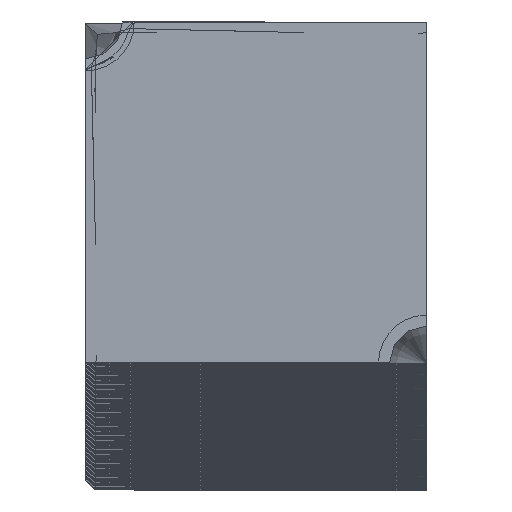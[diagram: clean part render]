
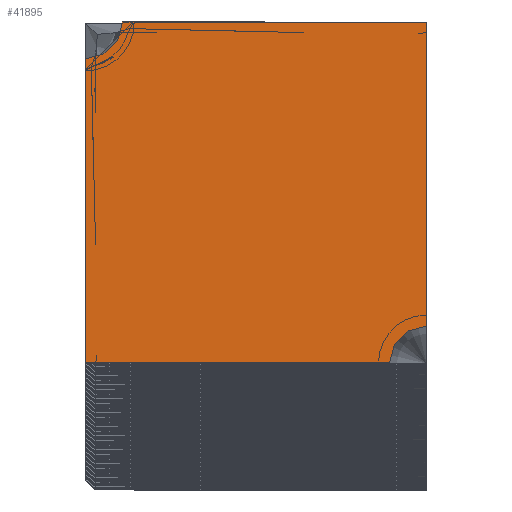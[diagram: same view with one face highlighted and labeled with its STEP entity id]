
A CAD part, top view. The second image highlights one B-rep face of the part: STEP entity #41895.
In plain terms, the highlighted planar face has unit normal (0, 0, 1).
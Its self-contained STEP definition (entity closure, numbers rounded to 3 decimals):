
#881 = CARTESIAN_POINT ( 'NONE',  ( -7., -7., 1500. ) ) ;
#3885 = DIRECTION ( 'NONE',  ( 0., 0., -1. ) ) ;
#4024 = LINE ( 'NONE', #46590, #9833 ) ;
#7676 = VECTOR ( 'NONE', #46093, 1000. ) ;
#8443 = FACE_OUTER_BOUND ( 'NONE', #53026, .T. ) ;
#9131 = LINE ( 'NONE', #45473, #7676 ) ;
#9536 = CARTESIAN_POINT ( 'NONE',  ( -5.485, 7., 1500. ) ) ;
#9833 = VECTOR ( 'NONE', #27659, 1000. ) ;
#11845 = DIRECTION ( 'NONE',  ( 0., 0., -1. ) ) ;
#12230 = CARTESIAN_POINT ( 'NONE',  ( -7., 7., 1500. ) ) ;
#13176 = VECTOR ( 'NONE', #57693, 1000. ) ;
#13772 = AXIS2_PLACEMENT_3D ( 'NONE', #48230, #38463, #34354 ) ;
#16172 = ORIENTED_EDGE ( 'NONE', *, *, #42163, .T. ) ;
#17428 = EDGE_CURVE ( 'NONE', #48480, #54132, #24470, .T. ) ;
#17583 = ORIENTED_EDGE ( 'NONE', *, *, #25996, .T. ) ;
#17654 = ORIENTED_EDGE ( 'NONE', *, *, #34817, .T. ) ;
#17899 = CIRCLE ( 'NONE', #30649, 1.515 ) ;
#22656 = DIRECTION ( 'NONE',  ( 1., 0., 0. ) ) ;
#24470 = CIRCLE ( 'NONE', #58142, 1.515 ) ;
#25026 = VERTEX_POINT ( 'NONE', #39356 ) ;
#25996 = EDGE_CURVE ( 'NONE', #54132, #55866, #31437, .T. ) ;
#26129 = DIRECTION ( 'NONE',  ( 1., 0., 0. ) ) ;
#27659 = DIRECTION ( 'NONE',  ( 0., 1., 0. ) ) ;
#30649 = AXIS2_PLACEMENT_3D ( 'NONE', #39751, #11845, #26129 ) ;
#31437 = LINE ( 'NONE', #12230, #13176 ) ;
#32403 = CARTESIAN_POINT ( 'NONE',  ( -7., 5.485, 1500. ) ) ;
#34354 = DIRECTION ( 'NONE',  ( 1., 0., 0. ) ) ;
#34817 = EDGE_CURVE ( 'NONE', #55866, #60235, #39318, .T. ) ;
#37165 = CARTESIAN_POINT ( 'NONE',  ( 7., 7., 1500. ) ) ;
#38332 = ORIENTED_EDGE ( 'NONE', *, *, #17428, .T. ) ;
#38463 = DIRECTION ( 'NONE',  ( 0., 0., 1. ) ) ;
#39318 = LINE ( 'NONE', #50499, #44378 ) ;
#39356 = CARTESIAN_POINT ( 'NONE',  ( 7., -5.485, 1500. ) ) ;
#39751 = CARTESIAN_POINT ( 'NONE',  ( 7., -7., 1500. ) ) ;
#41895 = ADVANCED_FACE ( 'NONE', ( #8443 ), #43539, .T. ) ;
#42163 = EDGE_CURVE ( 'NONE', #44203, #48480, #9131, .T. ) ;
#42777 = ORIENTED_EDGE ( 'NONE', *, *, #43682, .T. ) ;
#43539 = PLANE ( 'NONE',  #13772 ) ;
#43682 = EDGE_CURVE ( 'NONE', #60235, #25026, #17899, .T. ) ;
#44203 = VERTEX_POINT ( 'NONE', #37165 ) ;
#44378 = VECTOR ( 'NONE', #22656, 1000. ) ;
#45473 = CARTESIAN_POINT ( 'NONE',  ( -7., 7., 1500. ) ) ;
#46093 = DIRECTION ( 'NONE',  ( -1., 0., 0. ) ) ;
#46590 = CARTESIAN_POINT ( 'NONE',  ( 7., 7., 1500. ) ) ;
#48230 = CARTESIAN_POINT ( 'NONE',  ( 0., 0., 1500. ) ) ;
#48480 = VERTEX_POINT ( 'NONE', #9536 ) ;
#49307 = ORIENTED_EDGE ( 'NONE', *, *, #52354, .T. ) ;
#50104 = CARTESIAN_POINT ( 'NONE',  ( -7., 7., 1500. ) ) ;
#50499 = CARTESIAN_POINT ( 'NONE',  ( -7., -7., 1500. ) ) ;
#52354 = EDGE_CURVE ( 'NONE', #25026, #44203, #4024, .T. ) ;
#53026 = EDGE_LOOP ( 'NONE', ( #17654, #42777, #49307, #16172, #38332, #17583 ) ) ;
#54132 = VERTEX_POINT ( 'NONE', #32403 ) ;
#55601 = CARTESIAN_POINT ( 'NONE',  ( 5.485, -7., 1500. ) ) ;
#55866 = VERTEX_POINT ( 'NONE', #881 ) ;
#57693 = DIRECTION ( 'NONE',  ( 0., -1., 0. ) ) ;
#58142 = AXIS2_PLACEMENT_3D ( 'NONE', #50104, #3885, #59258 ) ;
#59258 = DIRECTION ( 'NONE',  ( 1., 0., 0. ) ) ;
#60235 = VERTEX_POINT ( 'NONE', #55601 ) ;
